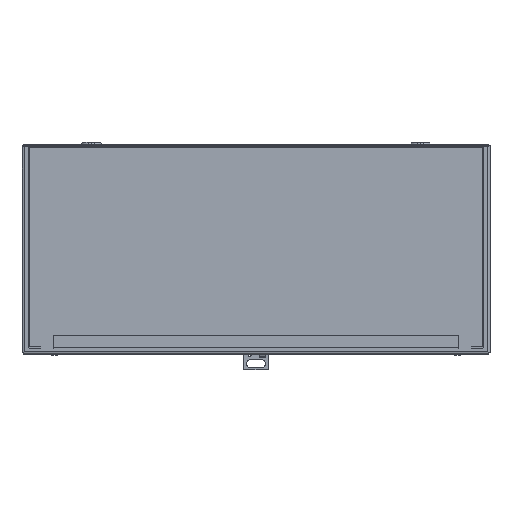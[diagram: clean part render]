
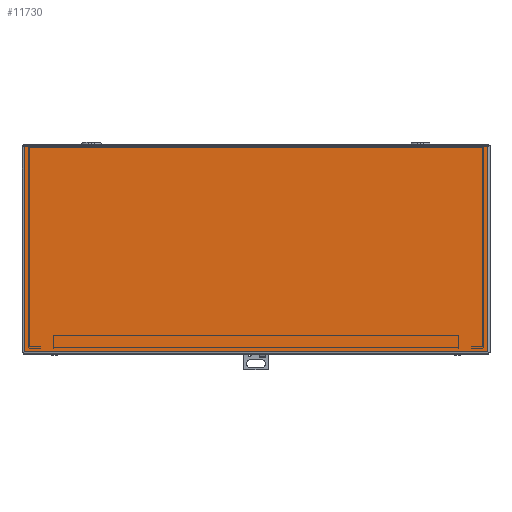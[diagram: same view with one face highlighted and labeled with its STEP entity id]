
A CAD part, top view. The second image highlights one B-rep face of the part: STEP entity #11730.
In plain terms, the highlighted planar face has unit normal (0, 0, 1).
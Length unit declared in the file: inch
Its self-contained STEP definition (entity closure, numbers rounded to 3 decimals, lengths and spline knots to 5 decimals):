
#466 = LINE ( 'NONE', #5709, #9609 ) ;
#699 = CARTESIAN_POINT ( 'NONE',  ( 9.1585, -8.135, 9.0285 ) ) ;
#1012 = DIRECTION ( 'NONE',  ( -1., 0., 0. ) ) ;
#1061 = LINE ( 'NONE', #9972, #9050 ) ;
#1087 = CARTESIAN_POINT ( 'NONE',  ( 9.1585, -8.135, 9.0285 ) ) ;
#2147 = FACE_OUTER_BOUND ( 'NONE', #11862, .T. ) ;
#2748 = EDGE_CURVE ( 'NONE', #3020, #5223, #1061, .T. ) ;
#3020 = VERTEX_POINT ( 'NONE', #8510 ) ;
#3132 = EDGE_CURVE ( 'NONE', #3538, #3020, #466, .T. ) ;
#3329 = DIRECTION ( 'NONE',  ( 0., 0., 1. ) ) ;
#3538 = VERTEX_POINT ( 'NONE', #12282 ) ;
#3719 = EDGE_CURVE ( 'NONE', #5852, #3538, #4900, .T. ) ;
#4204 = VECTOR ( 'NONE', #1012, 39.37008 ) ;
#4900 = LINE ( 'NONE', #1087, #4204 ) ;
#5223 = VERTEX_POINT ( 'NONE', #15151 ) ;
#5709 = CARTESIAN_POINT ( 'NONE',  ( -9.1585, -8.135, 9.0285 ) ) ;
#5852 = VERTEX_POINT ( 'NONE', #699 ) ;
#5959 = PLANE ( 'NONE',  #9084 ) ;
#6700 = ORIENTED_EDGE ( 'NONE', *, *, #2748, .F. ) ;
#7067 = DIRECTION ( 'NONE',  ( 0., 1., 0. ) ) ;
#7070 = CARTESIAN_POINT ( 'NONE',  ( 9.1585, -0.029, 9.0285 ) ) ;
#8510 = CARTESIAN_POINT ( 'NONE',  ( -9.1585, -0.029, 9.0285 ) ) ;
#8606 = DIRECTION ( 'NONE',  ( -1., 0., 0. ) ) ;
#9050 = VECTOR ( 'NONE', #15143, 39.37008 ) ;
#9051 = DIRECTION ( 'NONE',  ( 0., -1., 0. ) ) ;
#9084 = AXIS2_PLACEMENT_3D ( 'NONE', #7070, #3329, #8606 ) ;
#9609 = VECTOR ( 'NONE', #7067, 39.37008 ) ;
#9972 = CARTESIAN_POINT ( 'NONE',  ( -9.1585, -0.029, 9.0285 ) ) ;
#11640 = ORIENTED_EDGE ( 'NONE', *, *, #3719, .F. ) ;
#11730 = ADVANCED_FACE ( 'NONE', ( #2147 ), #5959, .T. ) ;
#11862 = EDGE_LOOP ( 'NONE', ( #13821, #11640, #15903, #6700 ) ) ;
#12282 = CARTESIAN_POINT ( 'NONE',  ( -9.1585, -8.135, 9.0285 ) ) ;
#12340 = VECTOR ( 'NONE', #9051, 39.37008 ) ;
#13021 = LINE ( 'NONE', #14129, #12340 ) ;
#13821 = ORIENTED_EDGE ( 'NONE', *, *, #3132, .F. ) ;
#14129 = CARTESIAN_POINT ( 'NONE',  ( 9.1585, -0.029, 9.0285 ) ) ;
#15143 = DIRECTION ( 'NONE',  ( 1., 0., 0. ) ) ;
#15151 = CARTESIAN_POINT ( 'NONE',  ( 9.1585, -0.029, 9.0285 ) ) ;
#15903 = ORIENTED_EDGE ( 'NONE', *, *, #16141, .F. ) ;
#16141 = EDGE_CURVE ( 'NONE', #5223, #5852, #13021, .T. ) ;
